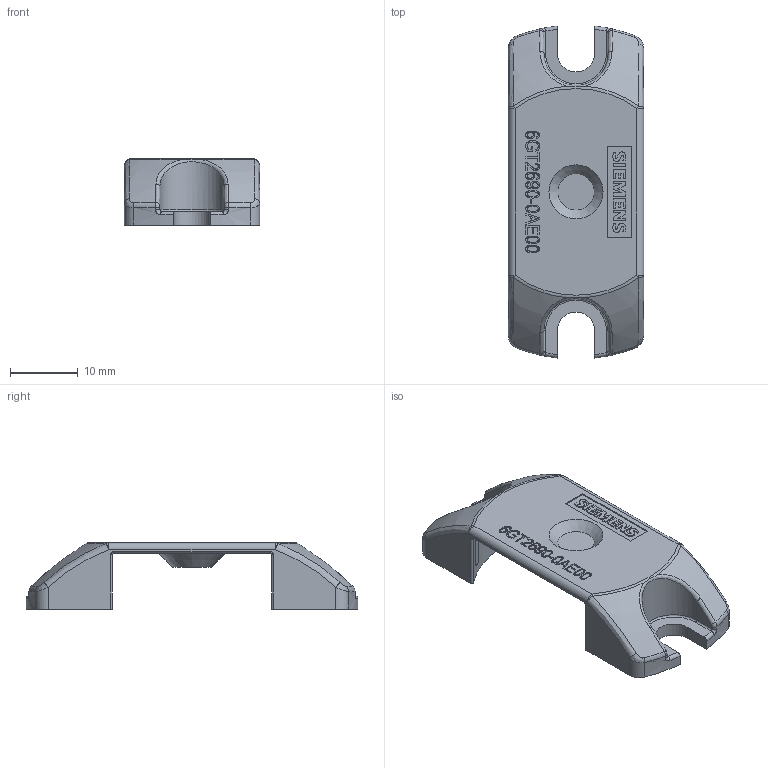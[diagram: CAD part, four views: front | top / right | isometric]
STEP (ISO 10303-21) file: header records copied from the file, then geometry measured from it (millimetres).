
FILE_DESCRIPTION(/* description */ (''),/* implementation_level */ '2;1');
FILE_NAME(/* name */ 'Befestigungshaube_MDS_Dx23_RF330T.stp',/* time_stamp */ '2021-04-27T11:09:54+02:00',/* author */ (''),/* organization */ (''),/* preprocessor_version */ 'ST-DEVELOPER v16.7',/* originating_system */ 'SIEMENS PLM Software NX 12.0',/* authorisation */ '');
FILE_SCHEMA (('AUTOMOTIVE_DESIGN { 1 0 10303 214 3 1 1 1 }'));
Length unit declared in the file: millimetre
Products named in the file (1): A5E51008049A-001-Befestigungshaube MDS Dx23 _ RF330T
Bounding box: 20 x 49.09 x 9.8 mm (x, y, z)
Volume: 2437.9 mm3; surface area: 3345.9 mm2
Topology: 1 solids, 1 shells, 431 faces, 1055 edges, 641 vertices
Faces by surface type: plane 163, bspline 98, cylinder 70, extrusion 48, torus 46, sphere 4, cone 2
Entity records: 15911 total; most frequent: CARTESIAN_POINT 6648, ORIENTED_EDGE 2064, DIRECTION 1591, EDGE_CURVE 1032, VERTEX_POINT 640, VECTOR 531, AXIS2_PLACEMENT_3D 530, LINE 483
